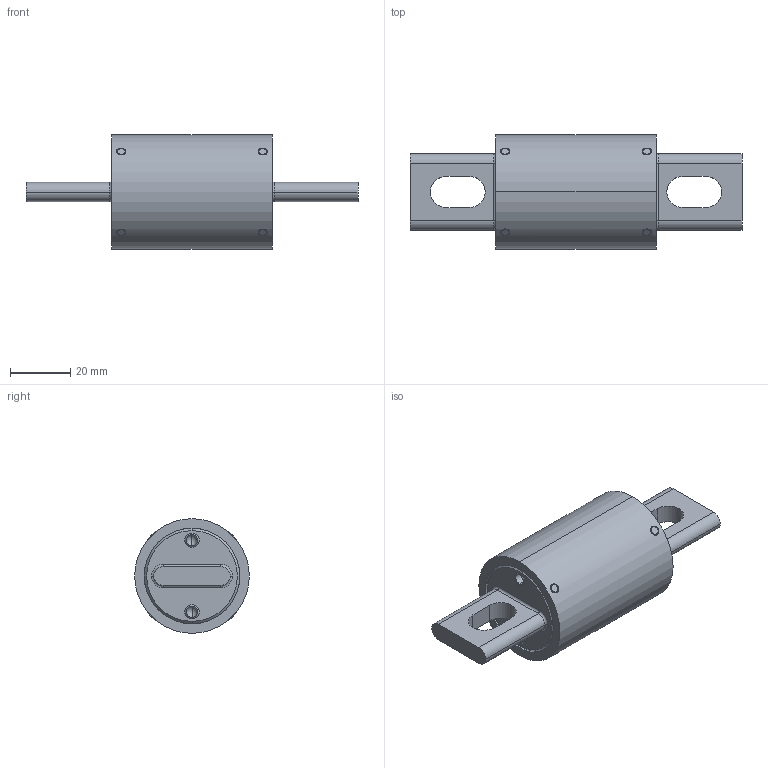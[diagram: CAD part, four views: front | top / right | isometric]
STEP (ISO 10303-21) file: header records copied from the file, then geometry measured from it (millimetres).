
FILE_DESCRIPTION (( 'STEP AP214' ), '1' );
FILE_NAME ('24349revA.STEP', '2018-05-07T17:16:21', ( '' ), ( '' ), 'SwSTEP 2.0', 'SolidWorks 2017', '' );
FILE_SCHEMA (( 'AUTOMOTIVE_DESIGN' ));
Length unit declared in the file: inch
Products named in the file (1): 24349revA
Bounding box: 110.31 x 38.1 x 38.1 mm (x, y, z)
Volume: 37034.8 mm3; surface area: 22816.6 mm2
Topology: 15 solids, 15 shells, 240 faces, 566 edges, 334 vertices
Faces by surface type: cylinder 98, cone 70, plane 48, sphere 16, torus 8
Entity records: 11078 total; most frequent: CARTESIAN_POINT 2405, DIRECTION 1174, ORIENTED_EDGE 1036, EDGE_CURVE 518, AXIS2_PLACEMENT_3D 479, VERTEX_POINT 318, EDGE_LOOP 280, UNCERTAINTY_MEASURE_WITH_UNIT 257
